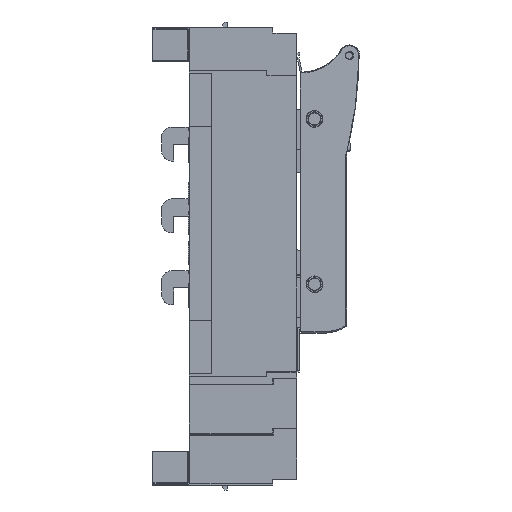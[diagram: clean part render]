
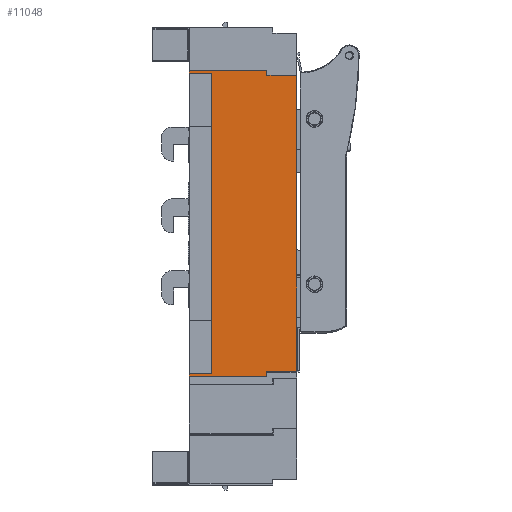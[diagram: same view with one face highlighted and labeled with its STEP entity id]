
A CAD part, left-side view. The second image highlights one B-rep face of the part: STEP entity #11048.
In plain terms, the highlighted face is planar.
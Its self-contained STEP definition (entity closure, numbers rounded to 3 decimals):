
#10948=AXIS2_PLACEMENT_3D('Plane Axis2P3D',#10945,#10946,#10947) ;
#10945=CARTESIAN_POINT('Axis2P3D Location',(0.,125.,0.)) ;
#10950=CARTESIAN_POINT('Line Origine',(0.,125.,65.)) ;
#10954=CARTESIAN_POINT('Vertex',(-127.5,125.,65.)) ;
#10956=CARTESIAN_POINT('Vertex',(-123.5,125.,65.)) ;
#10959=CARTESIAN_POINT('Line Origine',(-123.5,125.,45.)) ;
#10963=CARTESIAN_POINT('Vertex',(-123.5,125.,90.)) ;
#10966=CARTESIAN_POINT('Line Origine',(0.,125.,90.)) ;
#10970=CARTESIAN_POINT('Vertex',(123.5,125.,90.)) ;
#10973=CARTESIAN_POINT('Line Origine',(123.5,125.,45.)) ;
#10977=CARTESIAN_POINT('Vertex',(123.5,125.,65.)) ;
#10980=CARTESIAN_POINT('Line Origine',(0.,125.,65.)) ;
#10984=CARTESIAN_POINT('Vertex',(127.5,125.,65.)) ;
#10987=CARTESIAN_POINT('Line Origine',(127.5,125.,45.)) ;
#10991=CARTESIAN_POINT('Vertex',(127.5,125.,0.)) ;
#10994=CARTESIAN_POINT('Line Origine',(0.,125.,0.)) ;
#10998=CARTESIAN_POINT('Vertex',(125.5,125.,0.)) ;
#11001=CARTESIAN_POINT('Line Origine',(125.5,125.,45.)) ;
#11005=CARTESIAN_POINT('Vertex',(125.5,125.,18.5)) ;
#11008=CARTESIAN_POINT('Line Origine',(0.,125.,18.5)) ;
#11012=CARTESIAN_POINT('Vertex',(-125.5,125.,18.5)) ;
#11015=CARTESIAN_POINT('Line Origine',(-125.5,125.,45.)) ;
#11019=CARTESIAN_POINT('Vertex',(-125.5,125.,0.)) ;
#11022=CARTESIAN_POINT('Line Origine',(0.,125.,0.)) ;
#11026=CARTESIAN_POINT('Vertex',(-127.5,125.,0.)) ;
#11029=CARTESIAN_POINT('Line Origine',(-127.5,125.,45.)) ;
#10946=DIRECTION('Axis2P3D Direction',(0.,1.,0.)) ;
#10947=DIRECTION('Axis2P3D XDirection',(0.,0.,1.)) ;
#10951=DIRECTION('Vector Direction',(1.,0.,0.)) ;
#10960=DIRECTION('Vector Direction',(0.,0.,1.)) ;
#10967=DIRECTION('Vector Direction',(1.,0.,0.)) ;
#10974=DIRECTION('Vector Direction',(0.,0.,1.)) ;
#10981=DIRECTION('Vector Direction',(1.,0.,0.)) ;
#10988=DIRECTION('Vector Direction',(0.,0.,1.)) ;
#10995=DIRECTION('Vector Direction',(1.,0.,0.)) ;
#11002=DIRECTION('Vector Direction',(0.,0.,1.)) ;
#11009=DIRECTION('Vector Direction',(1.,0.,0.)) ;
#11016=DIRECTION('Vector Direction',(0.,0.,1.)) ;
#11023=DIRECTION('Vector Direction',(1.,0.,0.)) ;
#11030=DIRECTION('Vector Direction',(0.,0.,1.)) ;
#10952=VECTOR('Line Direction',#10951,1.) ;
#10961=VECTOR('Line Direction',#10960,1.) ;
#10968=VECTOR('Line Direction',#10967,1.) ;
#10975=VECTOR('Line Direction',#10974,1.) ;
#10982=VECTOR('Line Direction',#10981,1.) ;
#10989=VECTOR('Line Direction',#10988,1.) ;
#10996=VECTOR('Line Direction',#10995,1.) ;
#11003=VECTOR('Line Direction',#11002,1.) ;
#11010=VECTOR('Line Direction',#11009,1.) ;
#11017=VECTOR('Line Direction',#11016,1.) ;
#11024=VECTOR('Line Direction',#11023,1.) ;
#11031=VECTOR('Line Direction',#11030,1.) ;
#11035=ORIENTED_EDGE('',*,*,#10958,.T.) ;
#11036=ORIENTED_EDGE('',*,*,#10965,.F.) ;
#11037=ORIENTED_EDGE('',*,*,#10972,.T.) ;
#11038=ORIENTED_EDGE('',*,*,#10979,.T.) ;
#11039=ORIENTED_EDGE('',*,*,#10986,.T.) ;
#11040=ORIENTED_EDGE('',*,*,#10993,.T.) ;
#11041=ORIENTED_EDGE('',*,*,#11000,.T.) ;
#11042=ORIENTED_EDGE('',*,*,#11007,.T.) ;
#11043=ORIENTED_EDGE('',*,*,#11014,.T.) ;
#11044=ORIENTED_EDGE('',*,*,#11021,.T.) ;
#11045=ORIENTED_EDGE('',*,*,#11028,.T.) ;
#11046=ORIENTED_EDGE('',*,*,#11033,.T.) ;
#11048=ADVANCED_FACE('Hauptkoerper nicht benutzen',(#11047),#10949,.T.) ;
#10958=EDGE_CURVE('',#10955,#10957,#10953,.T.) ;
#10965=EDGE_CURVE('',#10964,#10957,#10962,.F.) ;
#10972=EDGE_CURVE('',#10964,#10971,#10969,.T.) ;
#10979=EDGE_CURVE('',#10971,#10978,#10976,.F.) ;
#10986=EDGE_CURVE('',#10978,#10985,#10983,.T.) ;
#10993=EDGE_CURVE('',#10985,#10992,#10990,.F.) ;
#11000=EDGE_CURVE('',#10992,#10999,#10997,.F.) ;
#11007=EDGE_CURVE('',#10999,#11006,#11004,.T.) ;
#11014=EDGE_CURVE('',#11006,#11013,#11011,.F.) ;
#11021=EDGE_CURVE('',#11013,#11020,#11018,.F.) ;
#11028=EDGE_CURVE('',#11020,#11027,#11025,.F.) ;
#11033=EDGE_CURVE('',#11027,#10955,#11032,.T.) ;
#11034=EDGE_LOOP('',(#11035,#11036,#11037,#11038,#11039,#11040,#11041,#11042,#11043,#11044,#11045,#11046)) ;
#11047=FACE_OUTER_BOUND('',#11034,.T.) ;
#10953=LINE('Line',#10950,#10952) ;
#10962=LINE('Line',#10959,#10961) ;
#10969=LINE('Line',#10966,#10968) ;
#10976=LINE('Line',#10973,#10975) ;
#10983=LINE('Line',#10980,#10982) ;
#10990=LINE('Line',#10987,#10989) ;
#10997=LINE('Line',#10994,#10996) ;
#11004=LINE('Line',#11001,#11003) ;
#11011=LINE('Line',#11008,#11010) ;
#11018=LINE('Line',#11015,#11017) ;
#11025=LINE('Line',#11022,#11024) ;
#11032=LINE('Line',#11029,#11031) ;
#10949=PLANE('Plane',#10948) ;
#10955=VERTEX_POINT('',#10954) ;
#10957=VERTEX_POINT('',#10956) ;
#10964=VERTEX_POINT('',#10963) ;
#10971=VERTEX_POINT('',#10970) ;
#10978=VERTEX_POINT('',#10977) ;
#10985=VERTEX_POINT('',#10984) ;
#10992=VERTEX_POINT('',#10991) ;
#10999=VERTEX_POINT('',#10998) ;
#11006=VERTEX_POINT('',#11005) ;
#11013=VERTEX_POINT('',#11012) ;
#11020=VERTEX_POINT('',#11019) ;
#11027=VERTEX_POINT('',#11026) ;
